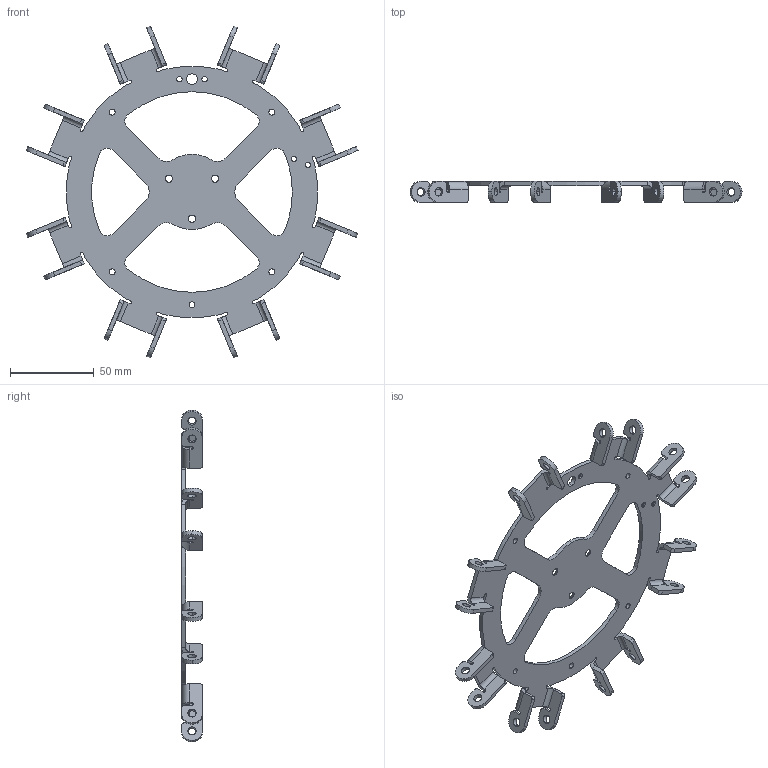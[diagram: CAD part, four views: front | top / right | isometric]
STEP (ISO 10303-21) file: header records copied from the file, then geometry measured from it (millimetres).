
FILE_DESCRIPTION (( 'STEP AP214' ), '1' );
FILE_NAME ('Central-Mount.STEP', '2023-12-11T18:44:02', ( '' ), ( '' ), 'SwSTEP 2.0', 'SolidWorks 2022', '' );
FILE_SCHEMA (( 'AUTOMOTIVE_DESIGN' ));
Length unit declared in the file: millimetre
Products named in the file (1): Central-Mount
Bounding box: 198.57 x 12.5 x 198.57 mm (x, y, z)
Volume: 42244.9 mm3; surface area: 40745.8 mm2
Topology: 1 solids, 1 shells, 428 faces, 1136 edges, 710 vertices
Faces by surface type: cylinder 220, plane 194, cone 14
Entity records: 13424 total; most frequent: DIRECTION 2448, CARTESIAN_POINT 2275, ORIENTED_EDGE 2272, EDGE_CURVE 1136, AXIS2_PLACEMENT_3D 883, VERTEX_POINT 710, VECTOR 682, LINE 682
